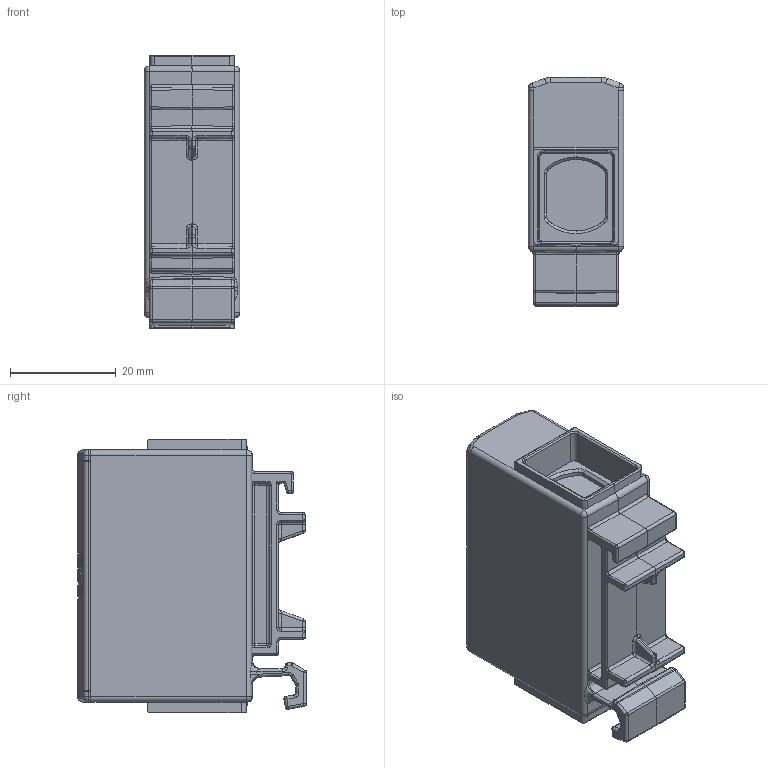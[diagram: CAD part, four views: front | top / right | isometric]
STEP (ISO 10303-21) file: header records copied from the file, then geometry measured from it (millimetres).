
FILE_DESCRIPTION(('Creo Elements/Direct Modeling STEP Export'),'2;1');
FILE_NAME('VC05-0046_OTL 1x50 Blue.stp','2023-02-22T13:15:34',(''),(''),'Creo Elements/Direct Modeling STEP processor for AP214 (Solid Model)','Creo Elements/Direct Modeling 20.1D 10-Oct-2020 (C) Parametric Technology GmbH','');
FILE_SCHEMA(('AUTOMOTIVE_DESIGN { 1 0 10303 214 1 1 1 1 }'));
Products named in the file (1): Kotelo_OTL_1x50_rev_F
Bounding box: 18 x 43.2 x 51.6 mm (x, y, z)
Volume: 27718.6 mm3; surface area: 9846.5 mm2
Topology: 1 solids, 1 shells, 1714 faces, 4680 edges, 2956 vertices
Faces by surface type: plane 1267, cylinder 276, bspline 104, sphere 39, cone 20, torus 8
Entity records: 68793 total; most frequent: CARTESIAN_POINT 16969, ORIENTED_EDGE 9266, DIRECTION 8246, EDGE_CURVE 4633, VECTOR 3572, LINE 3572, VERTEX_POINT 2956, AXIS2_PLACEMENT_3D 2337
